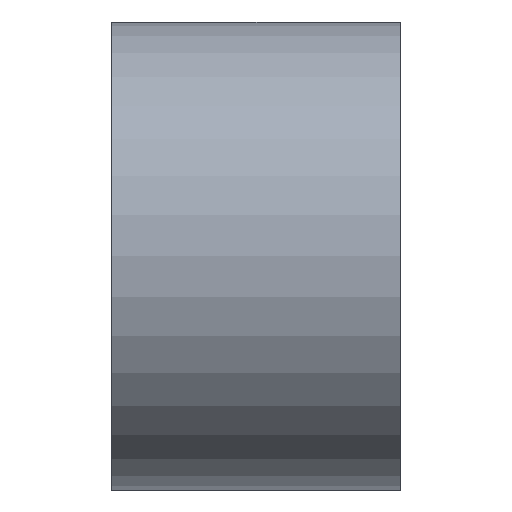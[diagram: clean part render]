
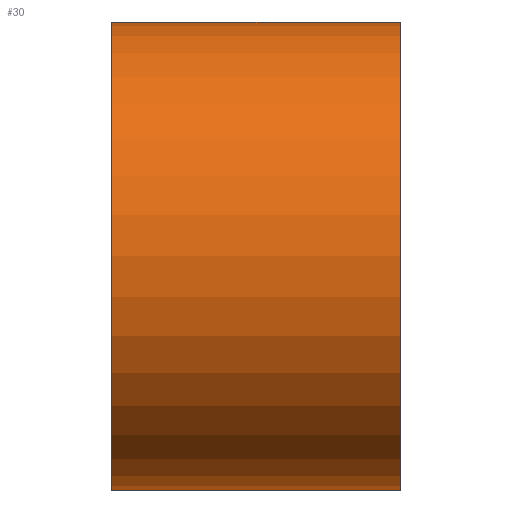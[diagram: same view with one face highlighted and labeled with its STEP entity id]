
A CAD part, left-side view. The second image highlights one B-rep face of the part: STEP entity #30.
In plain terms, the highlighted cylindrical face has radius 8 mm (diameter 16 mm), a partial arc.
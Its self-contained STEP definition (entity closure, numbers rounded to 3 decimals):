
#3 = EDGE_CURVE ( 'NONE', #479, #224, #12, .T. ) ;
#12 = CIRCLE ( 'NONE', #207, 8. ) ;
#29 = EDGE_CURVE ( 'NONE', #247, #224, #263, .T. ) ;
#30 = ADVANCED_FACE ( 'NONE', ( #174 ), #132, .T. ) ;
#50 = EDGE_CURVE ( 'NONE', #233, #479, #239, .T. ) ;
#70 = EDGE_CURVE ( 'NONE', #233, #247, #100, .T. ) ;
#100 = CIRCLE ( 'NONE', #123, 8. ) ;
#123 = AXIS2_PLACEMENT_3D ( 'NONE', #528, #523, #538 ) ;
#132 = CYLINDRICAL_SURFACE ( 'NONE', #200, 8. ) ;
#143 = VECTOR ( 'NONE', #254, 1000. ) ;
#173 = VECTOR ( 'NONE', #438, 1000. ) ;
#174 = FACE_OUTER_BOUND ( 'NONE', #229, .T. ) ;
#200 = AXIS2_PLACEMENT_3D ( 'NONE', #445, #335, #349 ) ;
#207 = AXIS2_PLACEMENT_3D ( 'NONE', #408, #376, #392 ) ;
#224 = VERTEX_POINT ( 'NONE', #496 ) ;
#229 = EDGE_LOOP ( 'NONE', ( #412, #468, #422, #464 ) ) ;
#233 = VERTEX_POINT ( 'NONE', #500 ) ;
#239 = LINE ( 'NONE', #290, #143 ) ;
#247 = VERTEX_POINT ( 'NONE', #501 ) ;
#254 = DIRECTION ( 'NONE',  ( 0., -1., 0. ) ) ;
#263 = LINE ( 'NONE', #446, #173 ) ;
#290 = CARTESIAN_POINT ( 'NONE',  ( 0., 9.87, -8. ) ) ;
#335 = DIRECTION ( 'NONE',  ( 0., -1., 0. ) ) ;
#349 = DIRECTION ( 'NONE',  ( 0., 0., -1. ) ) ;
#376 = DIRECTION ( 'NONE',  ( 0., 1., 0. ) ) ;
#392 = DIRECTION ( 'NONE',  ( 0., 0., 1. ) ) ;
#408 = CARTESIAN_POINT ( 'NONE',  ( 0., 0., 0. ) ) ;
#412 = ORIENTED_EDGE ( 'NONE', *, *, #3, .T. ) ;
#422 = ORIENTED_EDGE ( 'NONE', *, *, #70, .F. ) ;
#438 = DIRECTION ( 'NONE',  ( 0., -1., 0. ) ) ;
#445 = CARTESIAN_POINT ( 'NONE',  ( 0., 9.87, 0. ) ) ;
#446 = CARTESIAN_POINT ( 'NONE',  ( 0., 9.87, 8. ) ) ;
#464 = ORIENTED_EDGE ( 'NONE', *, *, #50, .T. ) ;
#468 = ORIENTED_EDGE ( 'NONE', *, *, #29, .F. ) ;
#479 = VERTEX_POINT ( 'NONE', #576 ) ;
#496 = CARTESIAN_POINT ( 'NONE',  ( 0., 0., 8. ) ) ;
#500 = CARTESIAN_POINT ( 'NONE',  ( 0., 9.87, -8. ) ) ;
#501 = CARTESIAN_POINT ( 'NONE',  ( 0., 9.87, 8. ) ) ;
#523 = DIRECTION ( 'NONE',  ( 0., 1., 0. ) ) ;
#528 = CARTESIAN_POINT ( 'NONE',  ( 0., 9.87, 0. ) ) ;
#538 = DIRECTION ( 'NONE',  ( 0., 0., 1. ) ) ;
#576 = CARTESIAN_POINT ( 'NONE',  ( 0., 0., -8. ) ) ;
